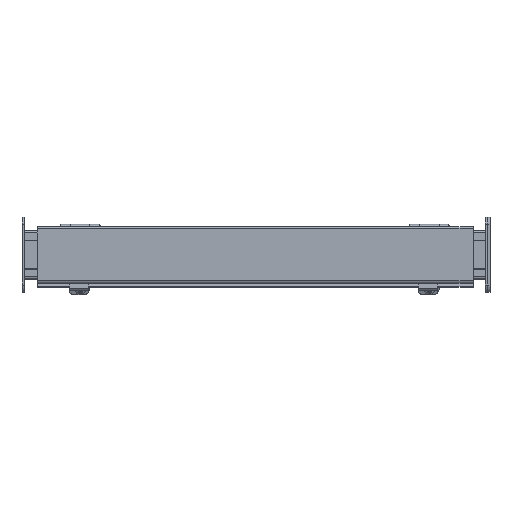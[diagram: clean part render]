
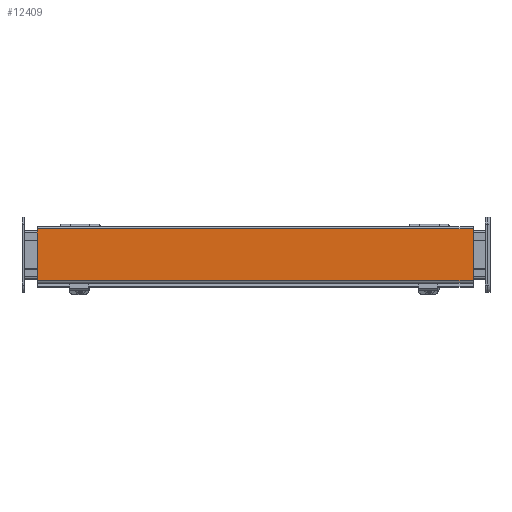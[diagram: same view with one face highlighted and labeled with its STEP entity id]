
A CAD part, top view. The second image highlights one B-rep face of the part: STEP entity #12409.
In plain terms, the highlighted planar face has unit normal (0, 0, 1).
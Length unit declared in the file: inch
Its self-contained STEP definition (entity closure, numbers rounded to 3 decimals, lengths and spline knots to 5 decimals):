
#416 = CARTESIAN_POINT ( 'NONE',  ( -11.218, -1.4385, 2.672 ) ) ;
#1036 = DIRECTION ( 'NONE',  ( 0., -1., 0. ) ) ;
#1063 = VERTEX_POINT ( 'NONE', #9635 ) ;
#1684 = LINE ( 'NONE', #13126, #4166 ) ;
#2562 = EDGE_CURVE ( 'NONE', #7748, #1063, #12760, .T. ) ;
#2664 = CARTESIAN_POINT ( 'NONE',  ( 11.25, 1.3285, 2.672 ) ) ;
#2993 = ORIENTED_EDGE ( 'NONE', *, *, #12561, .T. ) ;
#3189 = DIRECTION ( 'NONE',  ( -1., 0., 0. ) ) ;
#3297 = ORIENTED_EDGE ( 'NONE', *, *, #2562, .T. ) ;
#3621 = DIRECTION ( 'NONE',  ( 1., 0., 0. ) ) ;
#3707 = DIRECTION ( 'NONE',  ( 0., 1., 0. ) ) ;
#3963 = LINE ( 'NONE', #8218, #11770 ) ;
#4166 = VECTOR ( 'NONE', #3707, 39.37008 ) ;
#4391 = LINE ( 'NONE', #8437, #7374 ) ;
#5014 = DIRECTION ( 'NONE',  ( 1., 0., 0. ) ) ;
#5415 = VERTEX_POINT ( 'NONE', #12640 ) ;
#5731 = FACE_OUTER_BOUND ( 'NONE', #13707, .T. ) ;
#6468 = AXIS2_PLACEMENT_3D ( 'NONE', #416, #13176, #3621 ) ;
#7279 = VERTEX_POINT ( 'NONE', #11828 ) ;
#7374 = VECTOR ( 'NONE', #1036, 39.37008 ) ;
#7748 = VERTEX_POINT ( 'NONE', #2664 ) ;
#8218 = CARTESIAN_POINT ( 'NONE',  ( -11.218, -1.3305, 2.672 ) ) ;
#8437 = CARTESIAN_POINT ( 'NONE',  ( -11.218, -1.4385, 2.672 ) ) ;
#9635 = CARTESIAN_POINT ( 'NONE',  ( -11.218, 1.3285, 2.672 ) ) ;
#9981 = PLANE ( 'NONE',  #6468 ) ;
#10129 = ORIENTED_EDGE ( 'NONE', *, *, #12966, .T. ) ;
#10528 = EDGE_CURVE ( 'NONE', #5415, #7279, #3963, .T. ) ;
#10863 = ORIENTED_EDGE ( 'NONE', *, *, #10528, .T. ) ;
#11703 = CARTESIAN_POINT ( 'NONE',  ( -11.218, 1.3285, 2.672 ) ) ;
#11770 = VECTOR ( 'NONE', #5014, 39.37008 ) ;
#11828 = CARTESIAN_POINT ( 'NONE',  ( 11.25, -1.3305, 2.672 ) ) ;
#12409 = ADVANCED_FACE ( 'NONE', ( #5731 ), #9981, .T. ) ;
#12561 = EDGE_CURVE ( 'NONE', #1063, #5415, #4391, .T. ) ;
#12640 = CARTESIAN_POINT ( 'NONE',  ( -11.218, -1.3305, 2.672 ) ) ;
#12760 = LINE ( 'NONE', #11703, #13342 ) ;
#12966 = EDGE_CURVE ( 'NONE', #7279, #7748, #1684, .T. ) ;
#13126 = CARTESIAN_POINT ( 'NONE',  ( 11.25, -1.4385, 2.672 ) ) ;
#13176 = DIRECTION ( 'NONE',  ( 0., 0., 1. ) ) ;
#13342 = VECTOR ( 'NONE', #3189, 39.37008 ) ;
#13707 = EDGE_LOOP ( 'NONE', ( #2993, #10863, #10129, #3297 ) ) ;
